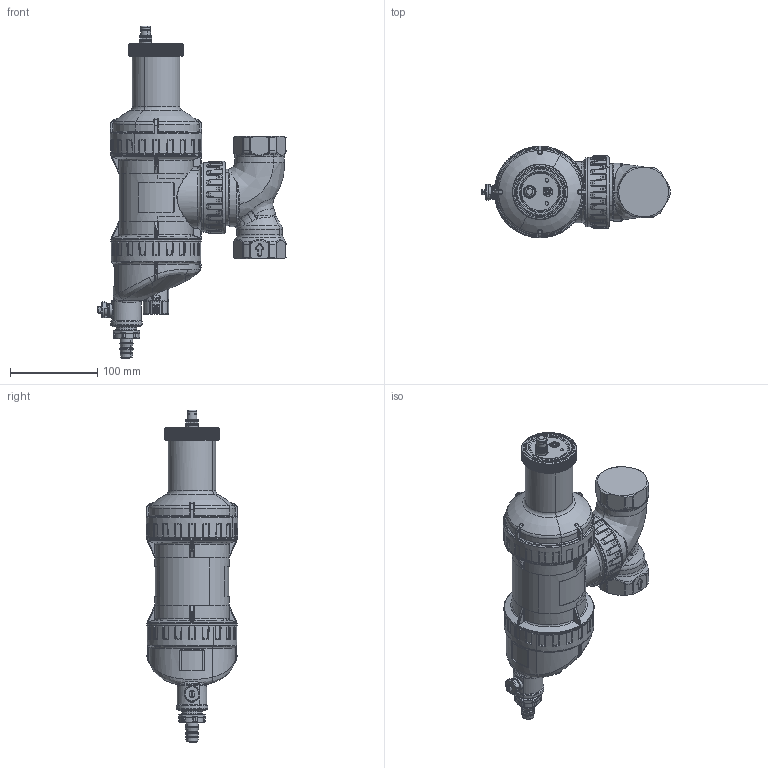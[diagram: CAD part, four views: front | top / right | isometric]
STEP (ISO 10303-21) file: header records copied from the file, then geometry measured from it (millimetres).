
FILE_DESCRIPTION(('CATIA V5 STEP Exchange','CAx-IF Rec.Pracs.--- Model Styling and Organization---1.5--- 2016-08-15','CAx-IF Rec.Pracs.---Supplemental Geometry---1.0---2011-11-01','CAx-IF Rec.Pracs.--- Composite Materials ---3.4---2017-06-13','CAx-IF Rec.Pracs.---Tessellated 3D Geometry---1.0---2015-12-17'),'2;1');
FILE_NAME('STEP_546408_-_TST.stp','2025-02-06T09:51:54+00:00',('none'),('none'),'CATIA Version 5-6 Release 2020 SP5','CATIA V5 STEP AP242 v2','none');
FILE_SCHEMA(('AP242_MANAGED_MODEL_BASED_3D_ENGINEERING_MIM_LF {1 0 10303 442 1 1 4}'));
Products named in the file (1): 546408 - TST
Bounding box: 215.82 x 105.06 x 380.3 mm (x, y, z)
Volume: 2197851.9 mm3; surface area: 163527.5 mm2
Topology: 1 solids, 2 shells, 4758 faces, 11684 edges, 6598 vertices
Faces by surface type: bspline 1904, cylinder 1013, plane 672, torus 670, cone 261, sphere 227, revolution 11
Entity records: 239871 total; most frequent: CARTESIAN_POINT 149309, ORIENTED_EDGE 22624, EDGE_CURVE 11312, DIRECTION 8945, B_SPLINE_CURVE_WITH_KNOTS 6758, VERTEX_POINT 6598, AXIS2_PLACEMENT_3D 4826, EDGE_LOOP 4818
